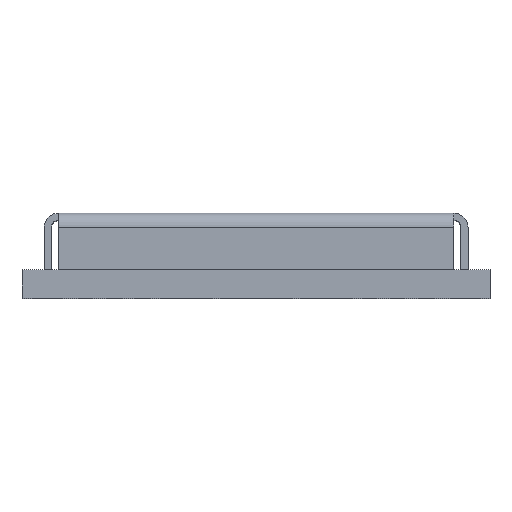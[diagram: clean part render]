
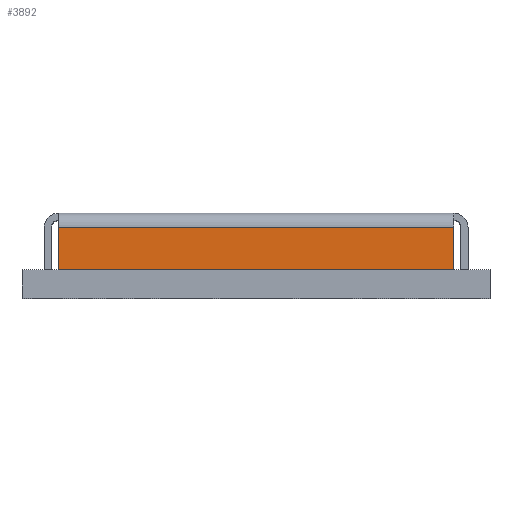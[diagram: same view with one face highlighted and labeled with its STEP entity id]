
A CAD part, top view. The second image highlights one B-rep face of the part: STEP entity #3892.
In plain terms, the highlighted planar face has unit normal (0, 0, 1).
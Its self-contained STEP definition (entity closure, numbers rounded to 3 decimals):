
#321 = VERTEX_POINT ( 'NONE', #13033 ) ;
#2108 = EDGE_CURVE ( 'NONE', #25795, #31043, #29354, .T. ) ;
#2250 = LINE ( 'NONE', #10642, #27265 ) ;
#3025 = CARTESIAN_POINT ( 'NONE',  ( 5.58, 2.2, 7.68 ) ) ;
#3221 = CARTESIAN_POINT ( 'NONE',  ( -5.97, 2., 7.68 ) ) ;
#3483 = EDGE_CURVE ( 'NONE', #5899, #321, #19121, .T. ) ;
#3892 = ADVANCED_FACE ( 'NONE', ( #6562 ), #17236, .F. ) ;
#5899 = VERTEX_POINT ( 'NONE', #11435 ) ;
#6562 = FACE_OUTER_BOUND ( 'NONE', #22986, .T. ) ;
#7313 = CARTESIAN_POINT ( 'NONE',  ( -5.97, 2.2, 7.68 ) ) ;
#8377 = DIRECTION ( 'NONE',  ( 0., -1., 0. ) ) ;
#9218 = EDGE_CURVE ( 'NONE', #25795, #5899, #27428, .T. ) ;
#9797 = ORIENTED_EDGE ( 'NONE', *, *, #3483, .T. ) ;
#10642 = CARTESIAN_POINT ( 'NONE',  ( -5.57, 2.2, 7.68 ) ) ;
#11435 = CARTESIAN_POINT ( 'NONE',  ( 5.58, 2., 7.68 ) ) ;
#13033 = CARTESIAN_POINT ( 'NONE',  ( -5.57, 2., 7.68 ) ) ;
#13577 = DIRECTION ( 'NONE',  ( 0., 1., 0. ) ) ;
#14191 = VECTOR ( 'NONE', #13577, 1000. ) ;
#14658 = AXIS2_PLACEMENT_3D ( 'NONE', #7313, #14990, #28025 ) ;
#14990 = DIRECTION ( 'NONE',  ( 0., 0., -1. ) ) ;
#15700 = VECTOR ( 'NONE', #30731, 1000. ) ;
#17236 = PLANE ( 'NONE',  #14658 ) ;
#19121 = LINE ( 'NONE', #3221, #25915 ) ;
#19962 = CARTESIAN_POINT ( 'NONE',  ( 5.58, 0.8, 7.68 ) ) ;
#20505 = ORIENTED_EDGE ( 'NONE', *, *, #27122, .T. ) ;
#21270 = DIRECTION ( 'NONE',  ( -1., 0., 0. ) ) ;
#22986 = EDGE_LOOP ( 'NONE', ( #9797, #20505, #26128, #32794 ) ) ;
#25795 = VERTEX_POINT ( 'NONE', #19962 ) ;
#25915 = VECTOR ( 'NONE', #21270, 1000. ) ;
#26128 = ORIENTED_EDGE ( 'NONE', *, *, #2108, .F. ) ;
#26819 = CARTESIAN_POINT ( 'NONE',  ( -5.57, 0.8, 7.68 ) ) ;
#27122 = EDGE_CURVE ( 'NONE', #321, #31043, #2250, .T. ) ;
#27265 = VECTOR ( 'NONE', #8377, 1000. ) ;
#27428 = LINE ( 'NONE', #3025, #14191 ) ;
#28025 = DIRECTION ( 'NONE',  ( -1., 0., 0. ) ) ;
#29354 = LINE ( 'NONE', #33561, #15700 ) ;
#30731 = DIRECTION ( 'NONE',  ( -1., 0., 0. ) ) ;
#31043 = VERTEX_POINT ( 'NONE', #26819 ) ;
#32794 = ORIENTED_EDGE ( 'NONE', *, *, #9218, .T. ) ;
#33561 = CARTESIAN_POINT ( 'NONE',  ( -5.97, 0.8, 7.68 ) ) ;
